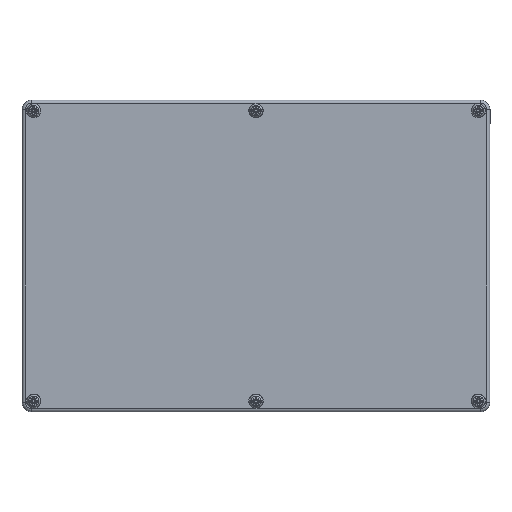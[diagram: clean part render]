
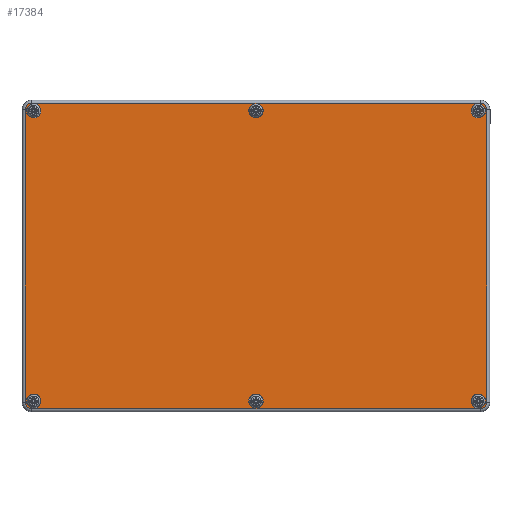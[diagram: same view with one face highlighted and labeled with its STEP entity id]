
A CAD part, top view. The second image highlights one B-rep face of the part: STEP entity #17384.
In plain terms, the highlighted face is planar.
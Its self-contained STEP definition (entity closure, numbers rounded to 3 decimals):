
#979=FACE_BOUND('',#4097,.T.);
#980=FACE_BOUND('',#4098,.T.);
#981=FACE_BOUND('',#4099,.T.);
#982=FACE_BOUND('',#4100,.T.);
#983=FACE_BOUND('',#4101,.T.);
#984=FACE_BOUND('',#4102,.T.);
#1484=CIRCLE('',#19098,3.382);
#1490=CIRCLE('',#19106,3.382);
#1494=CIRCLE('',#19112,3.382);
#1498=CIRCLE('',#19118,3.382);
#1501=CIRCLE('',#19127,3.7);
#1502=CIRCLE('',#19128,3.7);
#1503=CIRCLE('',#19129,3.7);
#1504=CIRCLE('',#19130,3.7);
#1505=CIRCLE('',#19131,3.7);
#1506=CIRCLE('',#19132,3.7);
#2903=FACE_OUTER_BOUND('',#4096,.T.);
#4096=EDGE_LOOP('',(#12979,#12980,#12981,#12982,#12983,#12984,#12985,#12986));
#4097=EDGE_LOOP('',(#12987));
#4098=EDGE_LOOP('',(#12988));
#4099=EDGE_LOOP('',(#12989));
#4100=EDGE_LOOP('',(#12990));
#4101=EDGE_LOOP('',(#12991));
#4102=EDGE_LOOP('',(#12992));
#5205=LINE('',#28617,#6289);
#5207=LINE('',#28629,#6291);
#5209=LINE('',#28641,#6293);
#5211=LINE('',#28650,#6295);
#6289=VECTOR('',#22685,10.);
#6291=VECTOR('',#22699,10.);
#6293=VECTOR('',#22713,10.);
#6295=VECTOR('',#22725,10.);
#7570=VERTEX_POINT('',#28605);
#7571=VERTEX_POINT('',#28607);
#7573=VERTEX_POINT('',#28613);
#7575=VERTEX_POINT('',#28619);
#7577=VERTEX_POINT('',#28625);
#7579=VERTEX_POINT('',#28631);
#7581=VERTEX_POINT('',#28637);
#7583=VERTEX_POINT('',#28643);
#7590=VERTEX_POINT('',#28670);
#7591=VERTEX_POINT('',#28672);
#7592=VERTEX_POINT('',#28674);
#7593=VERTEX_POINT('',#28676);
#7594=VERTEX_POINT('',#28678);
#7595=VERTEX_POINT('',#28680);
#9478=EDGE_CURVE('',#7570,#7571,#1484,.T.);
#9483=EDGE_CURVE('',#7571,#7573,#5205,.T.);
#9486=EDGE_CURVE('',#7573,#7575,#1490,.T.);
#9489=EDGE_CURVE('',#7575,#7577,#5207,.T.);
#9492=EDGE_CURVE('',#7577,#7579,#1494,.T.);
#9495=EDGE_CURVE('',#7579,#7581,#5209,.T.);
#9498=EDGE_CURVE('',#7581,#7583,#1498,.T.);
#9500=EDGE_CURVE('',#7583,#7570,#5211,.T.);
#9510=EDGE_CURVE('',#7590,#7590,#1501,.T.);
#9511=EDGE_CURVE('',#7591,#7591,#1502,.T.);
#9512=EDGE_CURVE('',#7592,#7592,#1503,.T.);
#9513=EDGE_CURVE('',#7593,#7593,#1504,.T.);
#9514=EDGE_CURVE('',#7594,#7594,#1505,.T.);
#9515=EDGE_CURVE('',#7595,#7595,#1506,.T.);
#12979=ORIENTED_EDGE('',*,*,#9478,.F.);
#12980=ORIENTED_EDGE('',*,*,#9500,.F.);
#12981=ORIENTED_EDGE('',*,*,#9498,.F.);
#12982=ORIENTED_EDGE('',*,*,#9495,.F.);
#12983=ORIENTED_EDGE('',*,*,#9492,.F.);
#12984=ORIENTED_EDGE('',*,*,#9489,.F.);
#12985=ORIENTED_EDGE('',*,*,#9486,.F.);
#12986=ORIENTED_EDGE('',*,*,#9483,.F.);
#12987=ORIENTED_EDGE('',*,*,#9510,.T.);
#12988=ORIENTED_EDGE('',*,*,#9511,.T.);
#12989=ORIENTED_EDGE('',*,*,#9512,.T.);
#12990=ORIENTED_EDGE('',*,*,#9513,.T.);
#12991=ORIENTED_EDGE('',*,*,#9514,.T.);
#12992=ORIENTED_EDGE('',*,*,#9515,.T.);
#16801=PLANE('',#19126);
#17384=ADVANCED_FACE('',(#2903,#979,#980,#981,#982,#983,#984),#16801,.F.);
#19098=AXIS2_PLACEMENT_3D('',#28608,#22674,#22675);
#19106=AXIS2_PLACEMENT_3D('',#28623,#22692,#22693);
#19112=AXIS2_PLACEMENT_3D('',#28635,#22706,#22707);
#19118=AXIS2_PLACEMENT_3D('',#28647,#22720,#22721);
#19126=AXIS2_PLACEMENT_3D('',#28669,#22745,#22746);
#19127=AXIS2_PLACEMENT_3D('',#28671,#22747,#22748);
#19128=AXIS2_PLACEMENT_3D('',#28673,#22749,#22750);
#19129=AXIS2_PLACEMENT_3D('',#28675,#22751,#22752);
#19130=AXIS2_PLACEMENT_3D('',#28677,#22753,#22754);
#19131=AXIS2_PLACEMENT_3D('',#28679,#22755,#22756);
#19132=AXIS2_PLACEMENT_3D('',#28681,#22757,#22758);
#22674=DIRECTION('center_axis',(0.,0.,1.));
#22675=DIRECTION('ref_axis',(-0.707,0.707,0.));
#22685=DIRECTION('',(0.,-1.,0.));
#22692=DIRECTION('center_axis',(0.,0.,1.));
#22693=DIRECTION('ref_axis',(-0.707,-0.707,0.));
#22699=DIRECTION('',(1.,0.,0.));
#22706=DIRECTION('center_axis',(0.,0.,1.));
#22707=DIRECTION('ref_axis',(0.707,-0.707,0.));
#22713=DIRECTION('',(0.,1.,0.));
#22720=DIRECTION('center_axis',(0.,0.,1.));
#22721=DIRECTION('ref_axis',(0.707,0.707,0.));
#22725=DIRECTION('',(-1.,0.,0.));
#22745=DIRECTION('center_axis',(0.,0.,1.));
#22746=DIRECTION('ref_axis',(1.,0.,0.));
#22747=DIRECTION('center_axis',(0.,0.,1.));
#22748=DIRECTION('ref_axis',(1.,0.,0.));
#22749=DIRECTION('center_axis',(0.,0.,1.));
#22750=DIRECTION('ref_axis',(1.,0.,0.));
#22751=DIRECTION('center_axis',(0.,0.,1.));
#22752=DIRECTION('ref_axis',(1.,0.,0.));
#22753=DIRECTION('center_axis',(0.,0.,1.));
#22754=DIRECTION('ref_axis',(1.,0.,0.));
#22755=DIRECTION('center_axis',(0.,0.,1.));
#22756=DIRECTION('ref_axis',(1.,0.,0.));
#22757=DIRECTION('center_axis',(0.,0.,1.));
#22758=DIRECTION('ref_axis',(1.,0.,0.));
#28605=CARTESIAN_POINT('',(-115.,78.382,-15.));
#28607=CARTESIAN_POINT('',(-118.382,75.,-15.));
#28608=CARTESIAN_POINT('Origin',(-115.,75.,-15.));
#28613=CARTESIAN_POINT('',(-118.382,-75.,-15.));
#28617=CARTESIAN_POINT('',(-118.382,37.5,-15.));
#28619=CARTESIAN_POINT('',(-115.,-78.382,-15.));
#28623=CARTESIAN_POINT('Origin',(-115.,-75.,-15.));
#28625=CARTESIAN_POINT('',(115.,-78.382,-15.));
#28629=CARTESIAN_POINT('',(-57.5,-78.382,-15.));
#28631=CARTESIAN_POINT('',(118.382,-75.,-15.));
#28635=CARTESIAN_POINT('Origin',(115.,-75.,-15.));
#28637=CARTESIAN_POINT('',(118.382,75.,-15.));
#28641=CARTESIAN_POINT('',(118.382,-37.5,-15.));
#28643=CARTESIAN_POINT('',(115.,78.382,-15.));
#28647=CARTESIAN_POINT('Origin',(115.,75.,-15.));
#28650=CARTESIAN_POINT('',(57.5,78.382,-15.));
#28669=CARTESIAN_POINT('Origin',(0.,0.,-15.));
#28670=CARTESIAN_POINT('',(110.3,74.5,-15.));
#28671=CARTESIAN_POINT('Origin',(114.,74.5,-15.));
#28672=CARTESIAN_POINT('',(-3.7,74.5,-15.));
#28673=CARTESIAN_POINT('Origin',(0.,74.5,-15.));
#28674=CARTESIAN_POINT('',(-117.7,74.5,-15.));
#28675=CARTESIAN_POINT('Origin',(-114.,74.5,-15.));
#28676=CARTESIAN_POINT('',(-117.7,-74.5,-15.));
#28677=CARTESIAN_POINT('Origin',(-114.,-74.5,-15.));
#28678=CARTESIAN_POINT('',(-3.7,-74.5,-15.));
#28679=CARTESIAN_POINT('Origin',(0.,-74.5,-15.));
#28680=CARTESIAN_POINT('',(110.3,-74.5,-15.));
#28681=CARTESIAN_POINT('Origin',(114.,-74.5,-15.));
